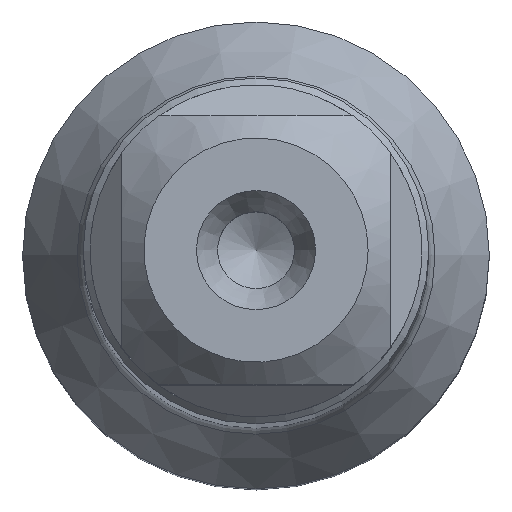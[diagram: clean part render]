
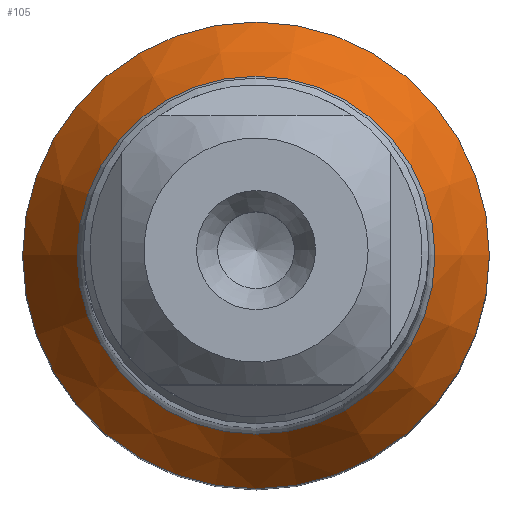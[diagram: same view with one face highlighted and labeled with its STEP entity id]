
A CAD part, top view. The second image highlights one B-rep face of the part: STEP entity #105.
In plain terms, the highlighted conical face has half-angle 30 degrees and reference radius 4.5 mm.
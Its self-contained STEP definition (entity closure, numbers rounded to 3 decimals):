
#95=CONICAL_SURFACE('',#439,4.5,30.);
#105=ADVANCED_FACE('',(#138,#139),#95,.T.);
#138=FACE_BOUND('',#172,.T.);
#139=FACE_BOUND('',#173,.T.);
#172=EDGE_LOOP('',(#214));
#173=EDGE_LOOP('',(#215));
#214=ORIENTED_EDGE('',*,*,#328,.T.);
#215=ORIENTED_EDGE('',*,*,#329,.F.);
#294=VERTEX_POINT('',#648);
#295=VERTEX_POINT('',#650);
#328=EDGE_CURVE('',#294,#294,#368,.T.);
#329=EDGE_CURVE('',#295,#295,#369,.T.);
#368=CIRCLE('',#437,4.661);
#369=CIRCLE('',#438,6.078);
#437=AXIS2_PLACEMENT_3D('',#647,#499,#500);
#438=AXIS2_PLACEMENT_3D('',#649,#501,#502);
#439=AXIS2_PLACEMENT_3D('',#651,#503,#504);
#499=DIRECTION('',(0.,0.,-1.));
#500=DIRECTION('',(-1.,0.,0.));
#501=DIRECTION('',(0.,0.,-1.));
#502=DIRECTION('',(-1.,0.,0.));
#503=DIRECTION('',(0.,0.,-1.));
#504=DIRECTION('',(-1.,0.,0.));
#647=CARTESIAN_POINT('',(0.,0.,-76.546));
#648=CARTESIAN_POINT('',(-4.661,0.,-76.546));
#649=CARTESIAN_POINT('',(0.,0.,-79.));
#650=CARTESIAN_POINT('',(-6.078,0.,-79.));
#651=CARTESIAN_POINT('',(0.,0.,-76.268));
